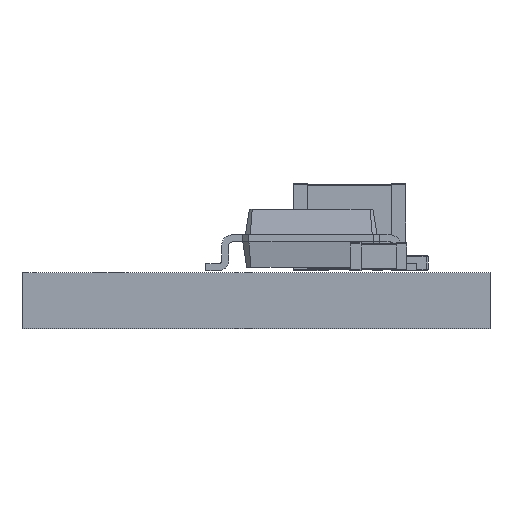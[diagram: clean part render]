
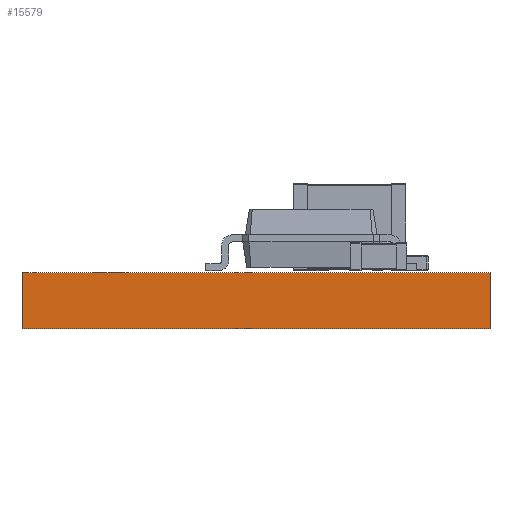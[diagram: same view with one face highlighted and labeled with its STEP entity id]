
A CAD part, front view. The second image highlights one B-rep face of the part: STEP entity #15579.
In plain terms, the highlighted planar face has unit normal (0, -1, 0).
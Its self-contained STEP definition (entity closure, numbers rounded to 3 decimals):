
#15463 = EDGE_CURVE('',#15464,#15466,#15468,.T.);
#15464 = VERTEX_POINT('',#15465);
#15465 = CARTESIAN_POINT('',(114.935,-82.55,0.));
#15466 = VERTEX_POINT('',#15467);
#15467 = CARTESIAN_POINT('',(114.935,-82.55,1.6));
#15468 = SURFACE_CURVE('',#15469,(#15473,#15485),.PCURVE_S1.);
#15469 = LINE('',#15470,#15471);
#15470 = CARTESIAN_POINT('',(114.935,-82.55,0.));
#15471 = VECTOR('',#15472,1.);
#15472 = DIRECTION('',(0.,0.,1.));
#15473 = PCURVE('',#15474,#15479);
#15474 = PLANE('',#15475);
#15475 = AXIS2_PLACEMENT_3D('',#15476,#15477,#15478);
#15476 = CARTESIAN_POINT('',(114.935,-82.55,0.));
#15477 = DIRECTION('',(-1.,0.,0.));
#15478 = DIRECTION('',(0.,1.,0.));
#15479 = DEFINITIONAL_REPRESENTATION('',(#15480),#15484);
#15480 = LINE('',#15481,#15482);
#15481 = CARTESIAN_POINT('',(0.,0.));
#15482 = VECTOR('',#15483,1.);
#15483 = DIRECTION('',(0.,-1.));
#15484 = ( GEOMETRIC_REPRESENTATION_CONTEXT(2) 
PARAMETRIC_REPRESENTATION_CONTEXT() REPRESENTATION_CONTEXT('2D SPACE',''
  ) );
#15485 = PCURVE('',#15486,#15491);
#15486 = PLANE('',#15487);
#15487 = AXIS2_PLACEMENT_3D('',#15488,#15489,#15490);
#15488 = CARTESIAN_POINT('',(101.6,-82.55,0.));
#15489 = DIRECTION('',(0.,1.,0.));
#15490 = DIRECTION('',(1.,0.,0.));
#15491 = DEFINITIONAL_REPRESENTATION('',(#15492),#15496);
#15492 = LINE('',#15493,#15494);
#15493 = CARTESIAN_POINT('',(13.335,0.));
#15494 = VECTOR('',#15495,1.);
#15495 = DIRECTION('',(0.,-1.));
#15496 = ( GEOMETRIC_REPRESENTATION_CONTEXT(2) 
PARAMETRIC_REPRESENTATION_CONTEXT() REPRESENTATION_CONTEXT('2D SPACE',''
  ) );
#15514 = PLANE('',#15515);
#15515 = AXIS2_PLACEMENT_3D('',#15516,#15517,#15518);
#15516 = CARTESIAN_POINT('',(108.268,-73.66,1.6));
#15517 = DIRECTION('',(0.,0.,1.));
#15518 = DIRECTION('',(1.,0.,-0.));
#15568 = PLANE('',#15569);
#15569 = AXIS2_PLACEMENT_3D('',#15570,#15571,#15572);
#15570 = CARTESIAN_POINT('',(108.268,-73.66,0.));
#15571 = DIRECTION('',(0.,0.,1.));
#15572 = DIRECTION('',(1.,0.,-0.));
#15579 = ADVANCED_FACE('',(#15580),#15486,.F.);
#15580 = FACE_BOUND('',#15581,.F.);
#15581 = EDGE_LOOP('',(#15582,#15612,#15633,#15634));
#15582 = ORIENTED_EDGE('',*,*,#15583,.T.);
#15583 = EDGE_CURVE('',#15584,#15586,#15588,.T.);
#15584 = VERTEX_POINT('',#15585);
#15585 = CARTESIAN_POINT('',(101.6,-82.55,0.));
#15586 = VERTEX_POINT('',#15587);
#15587 = CARTESIAN_POINT('',(101.6,-82.55,1.6));
#15588 = SURFACE_CURVE('',#15589,(#15593,#15600),.PCURVE_S1.);
#15589 = LINE('',#15590,#15591);
#15590 = CARTESIAN_POINT('',(101.6,-82.55,0.));
#15591 = VECTOR('',#15592,1.);
#15592 = DIRECTION('',(0.,0.,1.));
#15593 = PCURVE('',#15486,#15594);
#15594 = DEFINITIONAL_REPRESENTATION('',(#15595),#15599);
#15595 = LINE('',#15596,#15597);
#15596 = CARTESIAN_POINT('',(0.,0.));
#15597 = VECTOR('',#15598,1.);
#15598 = DIRECTION('',(0.,-1.));
#15599 = ( GEOMETRIC_REPRESENTATION_CONTEXT(2) 
PARAMETRIC_REPRESENTATION_CONTEXT() REPRESENTATION_CONTEXT('2D SPACE',''
  ) );
#15600 = PCURVE('',#15601,#15606);
#15601 = PLANE('',#15602);
#15602 = AXIS2_PLACEMENT_3D('',#15603,#15604,#15605);
#15603 = CARTESIAN_POINT('',(101.6,-72.39,0.));
#15604 = DIRECTION('',(1.,0.,-0.));
#15605 = DIRECTION('',(0.,-1.,0.));
#15606 = DEFINITIONAL_REPRESENTATION('',(#15607),#15611);
#15607 = LINE('',#15608,#15609);
#15608 = CARTESIAN_POINT('',(10.16,0.));
#15609 = VECTOR('',#15610,1.);
#15610 = DIRECTION('',(0.,-1.));
#15611 = ( GEOMETRIC_REPRESENTATION_CONTEXT(2) 
PARAMETRIC_REPRESENTATION_CONTEXT() REPRESENTATION_CONTEXT('2D SPACE',''
  ) );
#15612 = ORIENTED_EDGE('',*,*,#15613,.T.);
#15613 = EDGE_CURVE('',#15586,#15466,#15614,.T.);
#15614 = SURFACE_CURVE('',#15615,(#15619,#15626),.PCURVE_S1.);
#15615 = LINE('',#15616,#15617);
#15616 = CARTESIAN_POINT('',(101.6,-82.55,1.6));
#15617 = VECTOR('',#15618,1.);
#15618 = DIRECTION('',(1.,0.,0.));
#15619 = PCURVE('',#15486,#15620);
#15620 = DEFINITIONAL_REPRESENTATION('',(#15621),#15625);
#15621 = LINE('',#15622,#15623);
#15622 = CARTESIAN_POINT('',(0.,-1.6));
#15623 = VECTOR('',#15624,1.);
#15624 = DIRECTION('',(1.,0.));
#15625 = ( GEOMETRIC_REPRESENTATION_CONTEXT(2) 
PARAMETRIC_REPRESENTATION_CONTEXT() REPRESENTATION_CONTEXT('2D SPACE',''
  ) );
#15626 = PCURVE('',#15514,#15627);
#15627 = DEFINITIONAL_REPRESENTATION('',(#15628),#15632);
#15628 = LINE('',#15629,#15630);
#15629 = CARTESIAN_POINT('',(-6.668,-8.89));
#15630 = VECTOR('',#15631,1.);
#15631 = DIRECTION('',(1.,0.));
#15632 = ( GEOMETRIC_REPRESENTATION_CONTEXT(2) 
PARAMETRIC_REPRESENTATION_CONTEXT() REPRESENTATION_CONTEXT('2D SPACE',''
  ) );
#15633 = ORIENTED_EDGE('',*,*,#15463,.F.);
#15634 = ORIENTED_EDGE('',*,*,#15635,.F.);
#15635 = EDGE_CURVE('',#15584,#15464,#15636,.T.);
#15636 = SURFACE_CURVE('',#15637,(#15641,#15648),.PCURVE_S1.);
#15637 = LINE('',#15638,#15639);
#15638 = CARTESIAN_POINT('',(101.6,-82.55,0.));
#15639 = VECTOR('',#15640,1.);
#15640 = DIRECTION('',(1.,0.,0.));
#15641 = PCURVE('',#15486,#15642);
#15642 = DEFINITIONAL_REPRESENTATION('',(#15643),#15647);
#15643 = LINE('',#15644,#15645);
#15644 = CARTESIAN_POINT('',(0.,0.));
#15645 = VECTOR('',#15646,1.);
#15646 = DIRECTION('',(1.,0.));
#15647 = ( GEOMETRIC_REPRESENTATION_CONTEXT(2) 
PARAMETRIC_REPRESENTATION_CONTEXT() REPRESENTATION_CONTEXT('2D SPACE',''
  ) );
#15648 = PCURVE('',#15568,#15649);
#15649 = DEFINITIONAL_REPRESENTATION('',(#15650),#15654);
#15650 = LINE('',#15651,#15652);
#15651 = CARTESIAN_POINT('',(-6.668,-8.89));
#15652 = VECTOR('',#15653,1.);
#15653 = DIRECTION('',(1.,0.));
#15654 = ( GEOMETRIC_REPRESENTATION_CONTEXT(2) 
PARAMETRIC_REPRESENTATION_CONTEXT() REPRESENTATION_CONTEXT('2D SPACE',''
  ) );
